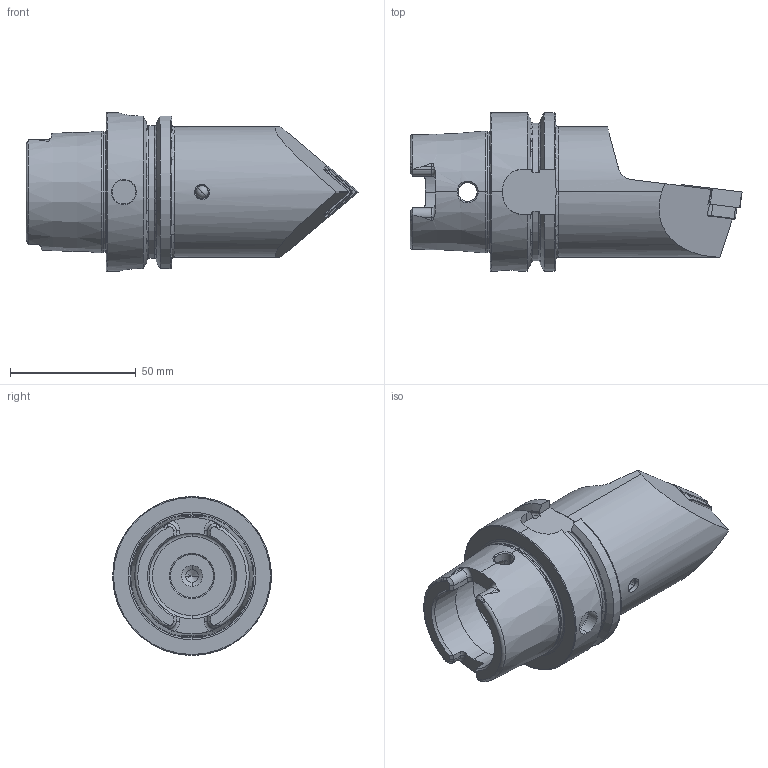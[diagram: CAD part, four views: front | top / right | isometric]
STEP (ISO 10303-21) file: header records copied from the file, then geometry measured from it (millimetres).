
FILE_DESCRIPTION (( 'STEP AP203' ), '1' );
FILE_NAME ('HA6.PCE.NMA.100.STEP', '2012-01-13T07:02:59', ( 'baer' ), ( 'Hewlett-Packard Company' ), 'SwSTEP 2.0', 'SolidWorks 2011', '' );
FILE_SCHEMA (( 'CONFIG_CONTROL_DESIGN' ));
Length unit declared in the file: millimetre
Products named in the file (8): HA6-PCE.NMA.100_A; HA6.PCE.NMA.100; CNMG160604; WCE-ER2.101.004_A; WCE; WCE-ER3.101.000_A; WCE-ER4.101.020_A; KVT_MB_600_060
Assembly tree (7 placements, depth 3):
  HA6.PCE.NMA.100
    WCE-ER2.101.004_A
    WCE
      WCE-ER3.101.000_A
      WCE-ER4.101.020_A
    CNMG160604
    HA6-PCE.NMA.100_A
    KVT_MB_600_060
Bounding box: 131.9 x 63 x 63 mm (x, y, z)
Volume: 170348.1 mm3; surface area: 35817 mm2
Topology: 7 solids, 7 shells, 371 faces, 939 edges, 568 vertices
Faces by surface type: plane 119, cylinder 104, cone 94, torus 36, bspline 16, sphere 2
Entity records: 13299 total; most frequent: CARTESIAN_POINT 3967, ORIENTED_EDGE 1840, DIRECTION 1730, EDGE_CURVE 920, AXIS2_PLACEMENT_3D 669, VERTEX_POINT 565, LINE 392, VECTOR 392
